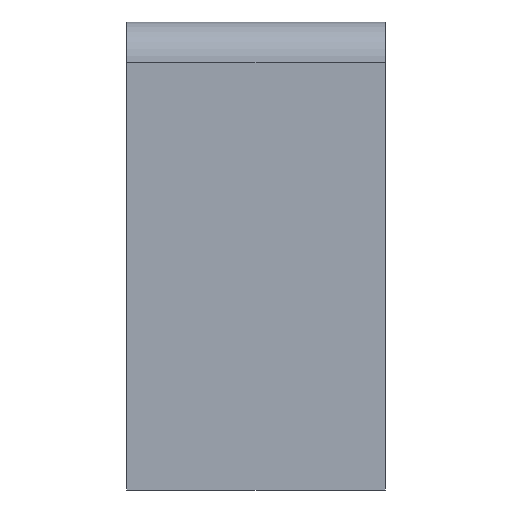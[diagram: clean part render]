
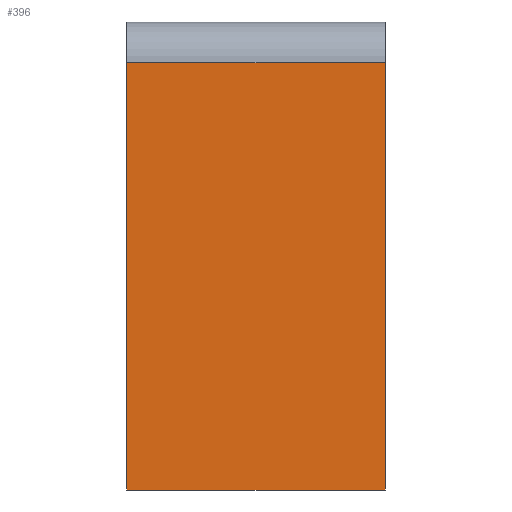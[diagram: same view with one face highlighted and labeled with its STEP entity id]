
A CAD part, front view. The second image highlights one B-rep face of the part: STEP entity #396.
In plain terms, the highlighted planar face has unit normal (0, -1, 0).
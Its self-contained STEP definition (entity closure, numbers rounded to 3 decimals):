
#6 = CARTESIAN_POINT ( 'NONE',  ( 0., -4.1, -3. ) ) ;
#47 = LINE ( 'NONE', #49, #520 ) ;
#48 = EDGE_LOOP ( 'NONE', ( #403, #445, #368, #422 ) ) ;
#49 = CARTESIAN_POINT ( 'NONE',  ( 19.06, -4.1, -3. ) ) ;
#63 = FACE_OUTER_BOUND ( 'NONE', #48, .T. ) ;
#129 = EDGE_CURVE ( 'NONE', #171, #365, #496, .T. ) ;
#143 = CARTESIAN_POINT ( 'NONE',  ( 19.06, -4.1, -34.5 ) ) ;
#157 = CARTESIAN_POINT ( 'NONE',  ( 19.06, -4.1, -34.5 ) ) ;
#160 = DIRECTION ( 'NONE',  ( 0., 0., 1. ) ) ;
#171 = VERTEX_POINT ( 'NONE', #525 ) ;
#213 = VECTOR ( 'NONE', #564, 1000. ) ;
#248 = DIRECTION ( 'NONE',  ( 0., 0., -1. ) ) ;
#259 = CARTESIAN_POINT ( 'NONE',  ( 0., -4.1, -34.5 ) ) ;
#285 = DIRECTION ( 'NONE',  ( 0., 0., -1. ) ) ;
#309 = CARTESIAN_POINT ( 'NONE',  ( 19.06, -4.1, -3. ) ) ;
#324 = VECTOR ( 'NONE', #526, 1000. ) ;
#340 = CARTESIAN_POINT ( 'NONE',  ( 19.06, -4.1, -3. ) ) ;
#360 = DIRECTION ( 'NONE',  ( 0., 1., 0. ) ) ;
#365 = VERTEX_POINT ( 'NONE', #259 ) ;
#368 = ORIENTED_EDGE ( 'NONE', *, *, #599, .F. ) ;
#375 = VECTOR ( 'NONE', #248, 1000. ) ;
#396 = ADVANCED_FACE ( 'NONE', ( #63 ), #597, .F. ) ;
#403 = ORIENTED_EDGE ( 'NONE', *, *, #129, .T. ) ;
#415 = CARTESIAN_POINT ( 'NONE',  ( 19.06, -4.1, -3. ) ) ;
#422 = ORIENTED_EDGE ( 'NONE', *, *, #477, .T. ) ;
#445 = ORIENTED_EDGE ( 'NONE', *, *, #614, .F. ) ;
#477 = EDGE_CURVE ( 'NONE', #524, #171, #506, .T. ) ;
#489 = AXIS2_PLACEMENT_3D ( 'NONE', #309, #360, #160 ) ;
#496 = LINE ( 'NONE', #6, #375 ) ;
#506 = LINE ( 'NONE', #415, #213 ) ;
#520 = VECTOR ( 'NONE', #285, 1000. ) ;
#524 = VERTEX_POINT ( 'NONE', #340 ) ;
#525 = CARTESIAN_POINT ( 'NONE',  ( 0., -4.1, -3. ) ) ;
#526 = DIRECTION ( 'NONE',  ( -1., 0., 0. ) ) ;
#564 = DIRECTION ( 'NONE',  ( -1., 0., 0. ) ) ;
#570 = VERTEX_POINT ( 'NONE', #143 ) ;
#586 = LINE ( 'NONE', #157, #324 ) ;
#597 = PLANE ( 'NONE',  #489 ) ;
#599 = EDGE_CURVE ( 'NONE', #524, #570, #47, .T. ) ;
#614 = EDGE_CURVE ( 'NONE', #570, #365, #586, .T. ) ;
